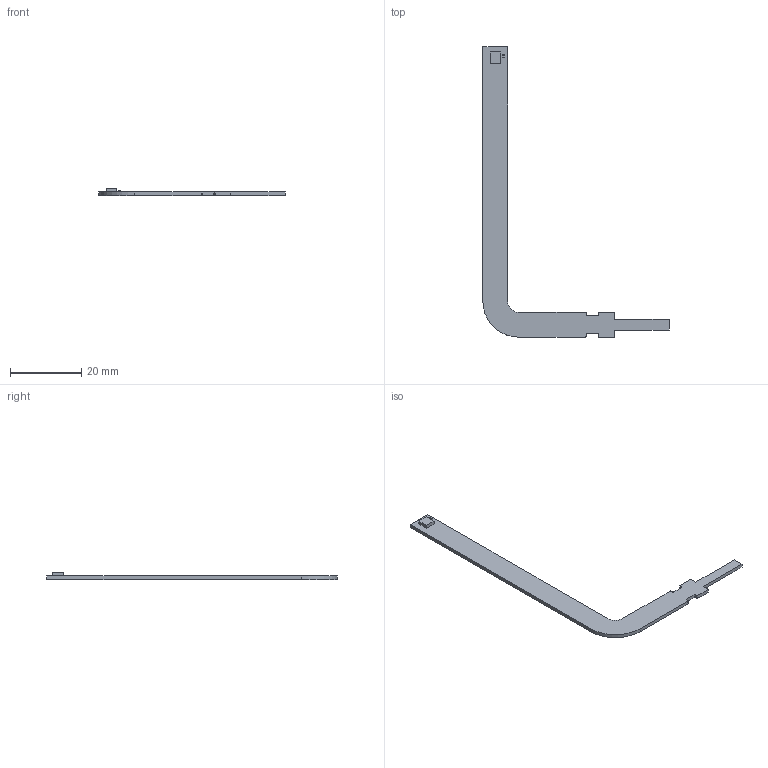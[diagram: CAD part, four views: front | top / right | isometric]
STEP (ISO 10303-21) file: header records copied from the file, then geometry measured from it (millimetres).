
FILE_DESCRIPTION(('Open CASCADE Model'),'2;1');
FILE_NAME('Open CASCADE Shape Model','2017-08-26T11:37:05',('Author'),( 'Open CASCADE'),'Open CASCADE STEP processor 6.8','Open CASCADE 6.8' ,'Unknown');
FILE_SCHEMA(('AUTOMOTIVE_DESIGN { 1 0 10303 214 1 1 1 1 }'));
Length unit declared in the file: millimetre
Products named in the file (7): PCB; Board; U1; 1355786808; Extruded; C1; User_Library-0402(1005M)_Cap
Assembly tree (6 placements, depth 4):
  PCB
    Board
    U1
      1355786808
        Extruded
    C1
      User_Library-0402(1005M)_Cap
Bounding box: 52.31 x 81.5 x 2.02 mm (x, y, z)
Volume: 825.8 mm3; surface area: 1904.8 mm2
Topology: 5 solids, 5 shells, 156 faces, 401 edges, 254 vertices
Faces by surface type: plane 75, bspline 51, cylinder 30
Entity records: 22068 total; most frequent: CARTESIAN_POINT 14039, DIRECTION 1005, ORIENTED_EDGE 786, PCURVE 786, DEFINITIONAL_REPRESENTATION 786, LINE 635, VECTOR 635, B_SPLINE_CURVE_WITH_KNOTS 448
